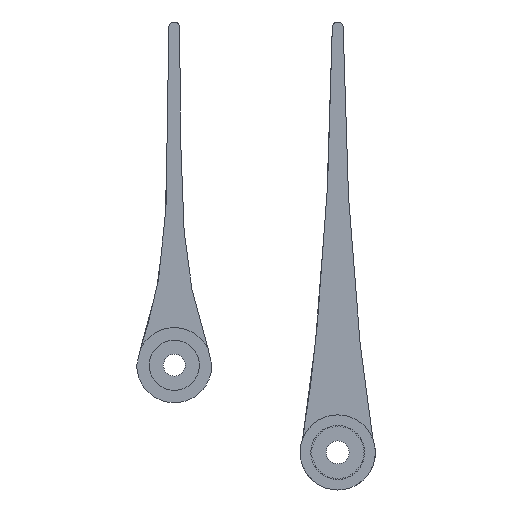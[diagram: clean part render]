
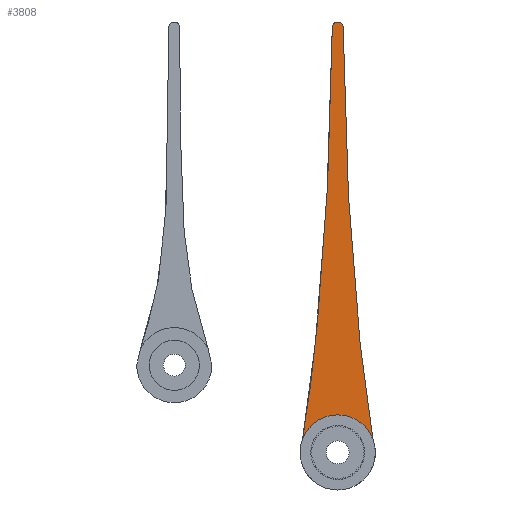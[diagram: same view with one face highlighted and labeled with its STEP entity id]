
A CAD part, left-side view. The second image highlights one B-rep face of the part: STEP entity #3808.
In plain terms, the highlighted planar face has unit normal (-1, 0, 0).
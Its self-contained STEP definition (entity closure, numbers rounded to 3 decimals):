
#23=PLANE('',#4025);
#152=CIRCLE('',#4024,0.5);
#153=CIRCLE('',#4026,3.45);
#360=FACE_OUTER_BOUND('',#562,.T.);
#562=EDGE_LOOP('',(#2639,#2640,#2641,#2642));
#1640=(
BOUNDED_CURVE()
B_SPLINE_CURVE(5,(#5513,#5514,#5515,#5516,#5517,#5518,#5519,#5520,#5521,
#5522,#5523,#5524,#5525,#5526,#5527),.UNSPECIFIED.,.F.,.F.)
B_SPLINE_CURVE_WITH_KNOTS((6,1,1,1,1,1,1,1,1,1,6),(0.042,0.1,
0.2,0.3,0.4,0.5,0.6,0.7,0.8,0.9,1.),.UNSPECIFIED.)
CURVE()
GEOMETRIC_REPRESENTATION_ITEM()
RATIONAL_B_SPLINE_CURVE((1.,1.,1.,1.,1.,1.,1.,1.,1.,1.,1.,1.,1.,1.,1.))
REPRESENTATION_ITEM('')
);
#1642=(
BOUNDED_CURVE()
B_SPLINE_CURVE(5,(#5579,#5580,#5581,#5582,#5583,#5584,#5585,#5586,#5587,
#5588,#5589,#5590,#5591,#5592,#5593),.UNSPECIFIED.,.F.,.F.)
B_SPLINE_CURVE_WITH_KNOTS((6,1,1,1,1,1,1,1,1,1,6),(-1.,-0.9,-0.8,-0.7,-0.6,
-0.5,-0.4,-0.3,-0.2,-0.1,-0.042),.UNSPECIFIED.)
CURVE()
GEOMETRIC_REPRESENTATION_ITEM()
RATIONAL_B_SPLINE_CURVE((1.,1.,1.,1.,1.,1.,1.,1.,1.,1.,1.,1.,1.,1.,1.))
REPRESENTATION_ITEM('')
);
#1653=VERTEX_POINT('',#5510);
#1654=VERTEX_POINT('',#5512);
#1657=VERTEX_POINT('',#5576);
#1658=VERTEX_POINT('',#5578);
#2043=EDGE_CURVE('',#1654,#1653,#1640,.T.);
#2047=EDGE_CURVE('',#1658,#1657,#1642,.T.);
#2050=EDGE_CURVE('',#1653,#1658,#152,.T.);
#2051=EDGE_CURVE('',#1654,#1657,#153,.T.);
#2639=ORIENTED_EDGE('',*,*,#2050,.T.);
#2640=ORIENTED_EDGE('',*,*,#2047,.T.);
#2641=ORIENTED_EDGE('',*,*,#2051,.F.);
#2642=ORIENTED_EDGE('',*,*,#2043,.T.);
#3808=ADVANCED_FACE('',(#360),#23,.F.);
#4024=AXIS2_PLACEMENT_3D('',#5597,#4366,#4367);
#4025=AXIS2_PLACEMENT_3D('',#5598,#4368,#4369);
#4026=AXIS2_PLACEMENT_3D('',#5599,#4370,#4371);
#4366=DIRECTION('center_axis',(-1.,0.,0.));
#4367=DIRECTION('ref_axis',(0.,1.,0.));
#4368=DIRECTION('center_axis',(1.,0.,0.));
#4369=DIRECTION('ref_axis',(0.,1.,0.));
#4370=DIRECTION('center_axis',(-1.,0.,0.));
#4371=DIRECTION('ref_axis',(0.,0.,1.));
#5510=CARTESIAN_POINT('',(3.773,46.468,31.783));
#5512=CARTESIAN_POINT('',(3.773,43.735,-6.011));
#5513=CARTESIAN_POINT('Ctrl Pts',(3.773,43.735,-6.011));
#5514=CARTESIAN_POINT('Ctrl Pts',(3.773,43.793,-5.677));
#5515=CARTESIAN_POINT('Ctrl Pts',(3.773,43.95,-4.748));
#5516=CARTESIAN_POINT('Ctrl Pts',(3.773,44.196,-3.16));
#5517=CARTESIAN_POINT('Ctrl Pts',(3.773,44.516,-0.803));
#5518=CARTESIAN_POINT('Ctrl Pts',(3.773,44.889,2.433));
#5519=CARTESIAN_POINT('Ctrl Pts',(3.773,45.253,6.161));
#5520=CARTESIAN_POINT('Ctrl Pts',(3.773,45.576,10.022));
#5521=CARTESIAN_POINT('Ctrl Pts',(3.773,45.857,13.994));
#5522=CARTESIAN_POINT('Ctrl Pts',(3.773,46.093,18.098));
#5523=CARTESIAN_POINT('Ctrl Pts',(3.773,46.279,22.381));
#5524=CARTESIAN_POINT('Ctrl Pts',(3.773,46.385,25.996));
#5525=CARTESIAN_POINT('Ctrl Pts',(3.773,46.437,28.837));
#5526=CARTESIAN_POINT('Ctrl Pts',(3.773,46.46,30.791));
#5527=CARTESIAN_POINT('Ctrl Pts',(3.773,46.468,31.783));
#5576=CARTESIAN_POINT('',(3.773,50.2,-6.011));
#5578=CARTESIAN_POINT('',(3.773,47.468,31.783));
#5579=CARTESIAN_POINT('Ctrl Pts',(3.773,47.468,31.783));
#5580=CARTESIAN_POINT('Ctrl Pts',(3.773,47.476,30.791));
#5581=CARTESIAN_POINT('Ctrl Pts',(3.773,47.498,28.837));
#5582=CARTESIAN_POINT('Ctrl Pts',(3.773,47.551,25.996));
#5583=CARTESIAN_POINT('Ctrl Pts',(3.773,47.656,22.381));
#5584=CARTESIAN_POINT('Ctrl Pts',(3.773,47.843,18.098));
#5585=CARTESIAN_POINT('Ctrl Pts',(3.773,48.079,13.994));
#5586=CARTESIAN_POINT('Ctrl Pts',(3.773,48.36,10.022));
#5587=CARTESIAN_POINT('Ctrl Pts',(3.773,48.683,6.161));
#5588=CARTESIAN_POINT('Ctrl Pts',(3.773,49.047,2.433));
#5589=CARTESIAN_POINT('Ctrl Pts',(3.773,49.419,-0.803));
#5590=CARTESIAN_POINT('Ctrl Pts',(3.773,49.739,-3.16));
#5591=CARTESIAN_POINT('Ctrl Pts',(3.773,49.985,-4.748));
#5592=CARTESIAN_POINT('Ctrl Pts',(3.773,50.142,-5.677));
#5593=CARTESIAN_POINT('Ctrl Pts',(3.773,50.2,-6.011));
#5597=CARTESIAN_POINT('Origin',(3.773,46.968,31.783));
#5598=CARTESIAN_POINT('Origin',(3.773,46.968,31.783));
#5599=CARTESIAN_POINT('Origin',(3.773,46.968,-7.217));
